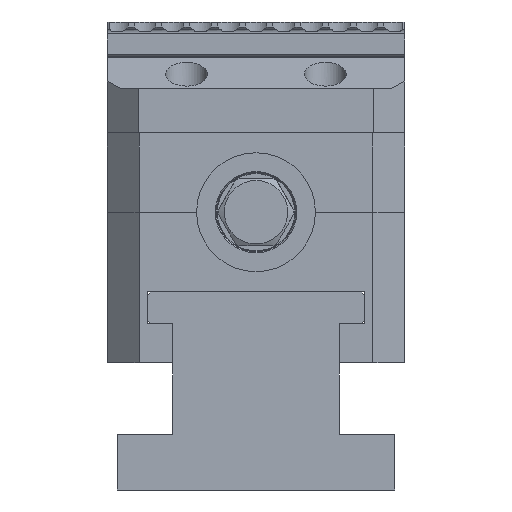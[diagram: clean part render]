
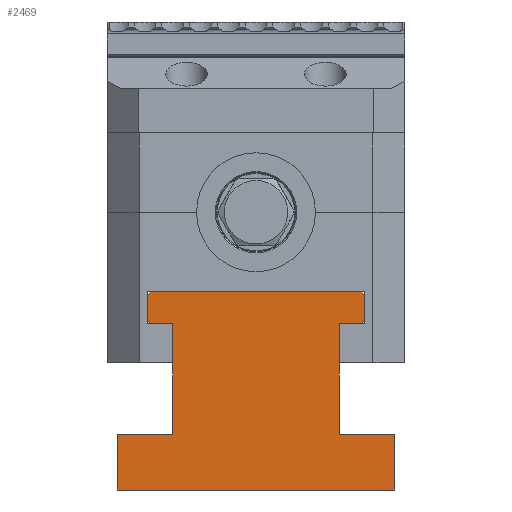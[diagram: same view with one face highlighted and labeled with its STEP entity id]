
A CAD part, left-side view. The second image highlights one B-rep face of the part: STEP entity #2469.
In plain terms, the highlighted planar face has unit normal (-1, 0, 0).
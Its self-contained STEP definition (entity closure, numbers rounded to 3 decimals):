
#2469=ADVANCED_FACE('',(#3495),#2988,.T.);
#2988=PLANE('',#15419);
#3495=FACE_OUTER_BOUND('',#4568,.T.);
#4568=EDGE_LOOP('',(#8512,#8513,#8514,#8515,#8516,#8517,#8518,#8519,#8520,
#8521,#8522,#8523,#8524,#8525,#8526,#8527));
#8512=ORIENTED_EDGE('',*,*,#11894,.F.);
#8513=ORIENTED_EDGE('',*,*,#11895,.T.);
#8514=ORIENTED_EDGE('',*,*,#11896,.F.);
#8515=ORIENTED_EDGE('',*,*,#11897,.F.);
#8516=ORIENTED_EDGE('',*,*,#11898,.F.);
#8517=ORIENTED_EDGE('',*,*,#11854,.F.);
#8518=ORIENTED_EDGE('',*,*,#11878,.T.);
#8519=ORIENTED_EDGE('',*,*,#11893,.T.);
#8520=ORIENTED_EDGE('',*,*,#11899,.F.);
#8521=ORIENTED_EDGE('',*,*,#11900,.F.);
#8522=ORIENTED_EDGE('',*,*,#11901,.F.);
#8523=ORIENTED_EDGE('',*,*,#11902,.T.);
#8524=ORIENTED_EDGE('',*,*,#11879,.T.);
#8525=ORIENTED_EDGE('',*,*,#11903,.T.);
#8526=ORIENTED_EDGE('',*,*,#11887,.T.);
#8527=ORIENTED_EDGE('',*,*,#11904,.T.);
#10094=VERTEX_POINT('',#23792);
#10095=VERTEX_POINT('',#23794);
#10113=VERTEX_POINT('',#23839);
#10114=VERTEX_POINT('',#23843);
#10115=VERTEX_POINT('',#23844);
#10122=VERTEX_POINT('',#23860);
#10123=VERTEX_POINT('',#23861);
#10127=VERTEX_POINT('',#23871);
#10128=VERTEX_POINT('',#23875);
#10129=VERTEX_POINT('',#23876);
#10130=VERTEX_POINT('',#23878);
#10131=VERTEX_POINT('',#23880);
#10132=VERTEX_POINT('',#23882);
#10133=VERTEX_POINT('',#23885);
#10134=VERTEX_POINT('',#23887);
#10135=VERTEX_POINT('',#23889);
#11854=EDGE_CURVE('',#10094,#10095,#12908,.T.);
#11878=EDGE_CURVE('',#10094,#10113,#12926,.T.);
#11879=EDGE_CURVE('',#10114,#10115,#12927,.T.);
#11887=EDGE_CURVE('',#10122,#10123,#12933,.T.);
#11893=EDGE_CURVE('',#10113,#10127,#12939,.T.);
#11894=EDGE_CURVE('',#10128,#10129,#12940,.T.);
#11895=EDGE_CURVE('',#10128,#10130,#12941,.T.);
#11896=EDGE_CURVE('',#10131,#10130,#12942,.T.);
#11897=EDGE_CURVE('',#10132,#10131,#12943,.T.);
#11898=EDGE_CURVE('',#10095,#10132,#12944,.T.);
#11899=EDGE_CURVE('',#10133,#10127,#12945,.T.);
#11900=EDGE_CURVE('',#10134,#10133,#12946,.T.);
#11901=EDGE_CURVE('',#10135,#10134,#12947,.T.);
#11902=EDGE_CURVE('',#10135,#10114,#12948,.T.);
#11903=EDGE_CURVE('',#10115,#10122,#12949,.T.);
#11904=EDGE_CURVE('',#10123,#10129,#12950,.T.);
#12908=LINE('',#23793,#13896);
#12926=LINE('',#23840,#13914);
#12927=LINE('',#23842,#13915);
#12933=LINE('',#23859,#13921);
#12939=LINE('',#23872,#13927);
#12940=LINE('',#23874,#13928);
#12941=LINE('',#23877,#13929);
#12942=LINE('',#23879,#13930);
#12943=LINE('',#23881,#13931);
#12944=LINE('',#23883,#13932);
#12945=LINE('',#23884,#13933);
#12946=LINE('',#23886,#13934);
#12947=LINE('',#23888,#13935);
#12948=LINE('',#23890,#13936);
#12949=LINE('',#23891,#13937);
#12950=LINE('',#23892,#13938);
#13896=VECTOR('',#19141,1.);
#13914=VECTOR('',#19179,1.);
#13915=VECTOR('',#19182,1.);
#13921=VECTOR('',#19194,1.);
#13927=VECTOR('',#19202,1.);
#13928=VECTOR('',#19205,1.);
#13929=VECTOR('',#19206,1.);
#13930=VECTOR('',#19207,1.);
#13931=VECTOR('',#19208,1.);
#13932=VECTOR('',#19209,1.);
#13933=VECTOR('',#19210,1.);
#13934=VECTOR('',#19211,1.);
#13935=VECTOR('',#19212,1.);
#13936=VECTOR('',#19213,1.);
#13937=VECTOR('',#19214,1.);
#13938=VECTOR('',#19215,1.);
#15419=AXIS2_PLACEMENT_3D('',#23893,#19216,#19217);
#19141=DIRECTION('',(0.,0.,1.));
#19179=DIRECTION('',(0.,-1.,0.));
#19182=DIRECTION('',(0.,0.,1.));
#19194=DIRECTION('',(0.,1.,0.));
#19202=DIRECTION('',(0.,0.,1.));
#19205=DIRECTION('',(0.,0.,1.));
#19206=DIRECTION('',(0.,-0.707,-0.707));
#19207=DIRECTION('',(0.,1.,0.));
#19208=DIRECTION('',(0.,0.,1.));
#19209=DIRECTION('',(0.,-1.,0.));
#19210=DIRECTION('',(0.,-1.,0.));
#19211=DIRECTION('',(0.,0.,-1.));
#19212=DIRECTION('',(0.,1.,0.));
#19213=DIRECTION('',(0.,-0.707,0.707));
#19214=DIRECTION('',(0.,0.707,0.707));
#19215=DIRECTION('',(0.,0.707,-0.707));
#19216=DIRECTION('',(-1.,0.,0.));
#19217=DIRECTION('',(0.,0.,1.));
#23792=CARTESIAN_POINT('',(-372.,35.,-105.6));
#23793=CARTESIAN_POINT('',(-372.,35.,-105.8));
#23794=CARTESIAN_POINT('',(-372.,35.,-91.6));
#23839=CARTESIAN_POINT('',(-372.,-35.,-105.6));
#23840=CARTESIAN_POINT('',(-372.,0.,-105.6));
#23842=CARTESIAN_POINT('',(-372.,-27.5,-105.8));
#23843=CARTESIAN_POINT('',(-372.,-27.5,-62.7));
#23844=CARTESIAN_POINT('',(-372.,-27.5,-56.5));
#23859=CARTESIAN_POINT('',(-372.,0.,-55.6));
#23860=CARTESIAN_POINT('',(-372.,-26.6,-55.6));
#23861=CARTESIAN_POINT('',(-372.,26.6,-55.6));
#23871=CARTESIAN_POINT('',(-372.,-35.,-91.6));
#23872=CARTESIAN_POINT('',(-372.,-35.,-105.8));
#23874=CARTESIAN_POINT('',(-372.,27.5,-105.8));
#23875=CARTESIAN_POINT('',(-372.,27.5,-62.7));
#23876=CARTESIAN_POINT('',(-372.,27.5,-56.5));
#23877=CARTESIAN_POINT('',(-372.,-7.8,-98.));
#23878=CARTESIAN_POINT('',(-372.,26.6,-63.6));
#23879=CARTESIAN_POINT('',(-372.,0.,-63.6));
#23880=CARTESIAN_POINT('',(-372.,21.,-63.6));
#23881=CARTESIAN_POINT('',(-372.,21.,-105.8));
#23882=CARTESIAN_POINT('',(-372.,21.,-91.6));
#23883=CARTESIAN_POINT('',(-372.,0.,-91.6));
#23884=CARTESIAN_POINT('',(-372.,0.,-91.6));
#23885=CARTESIAN_POINT('',(-372.,-21.,-91.6));
#23886=CARTESIAN_POINT('',(-372.,-21.,-105.8));
#23887=CARTESIAN_POINT('',(-372.,-21.,-63.6));
#23888=CARTESIAN_POINT('',(-372.,0.,-63.6));
#23889=CARTESIAN_POINT('',(-372.,-26.6,-63.6));
#23890=CARTESIAN_POINT('',(-372.,7.8,-98.));
#23891=CARTESIAN_POINT('',(-372.,-38.4,-67.4));
#23892=CARTESIAN_POINT('',(-372.,38.4,-67.4));
#23893=CARTESIAN_POINT('',(-372.,0.,-105.8));
